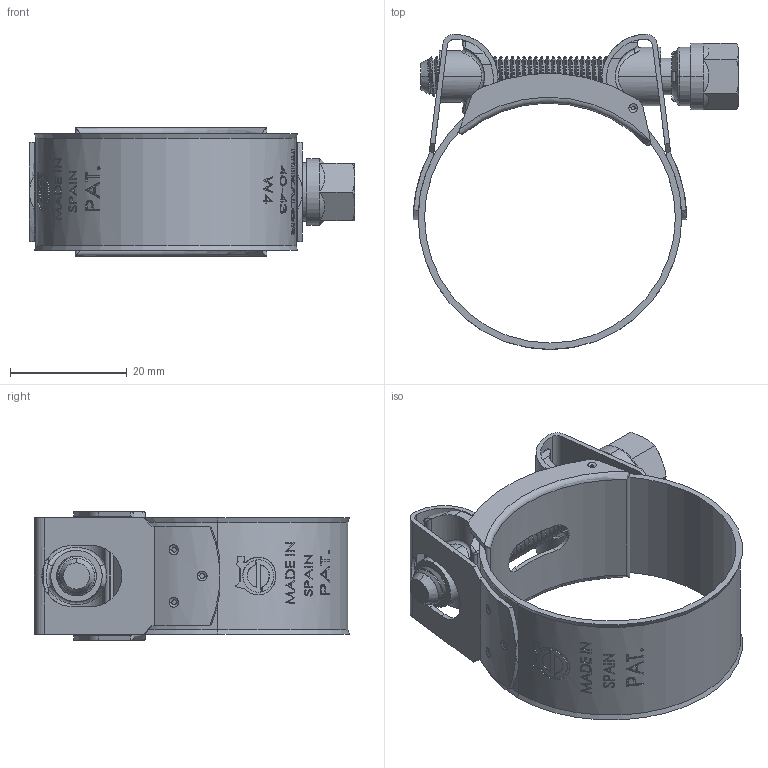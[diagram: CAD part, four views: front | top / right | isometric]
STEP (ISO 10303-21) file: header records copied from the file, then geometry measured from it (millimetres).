
FILE_DESCRIPTION (( 'STEP AP214' ), '1' );
FILE_NAME ('MK-03019119.STEP', '2018-09-10T12:38:48', ( '' ), ( '' ), 'SwSTEP 2.0', 'SolidWorks 2018', '' );
FILE_SCHEMA (( 'AUTOMOTIVE_DESIGN' ));
Length unit declared in the file: millimetre
Products named in the file (1): MK-03019119
Bounding box: 55.72 x 54.02 x 22.1 mm (x, y, z)
Surface area: 13784.2 mm2 (no closed solid volume)
Topology: 0 solids, 5 shells, 831 faces, 2198 edges, 1422 vertices
Faces by surface type: plane 290, bspline 242, cylinder 240, torus 26, cone 19, sphere 14
Entity records: 71210 total; most frequent: CARTESIAN_POINT 43998, ORIENTED_EDGE 4378, DIRECTION 2787, EDGE_CURVE 2192, VERTEX_POINT 1420, AXIS2_PLACEMENT_3D 1020, EDGE_LOOP 895, B_SPLINE_CURVE_WITH_KNOTS 867
